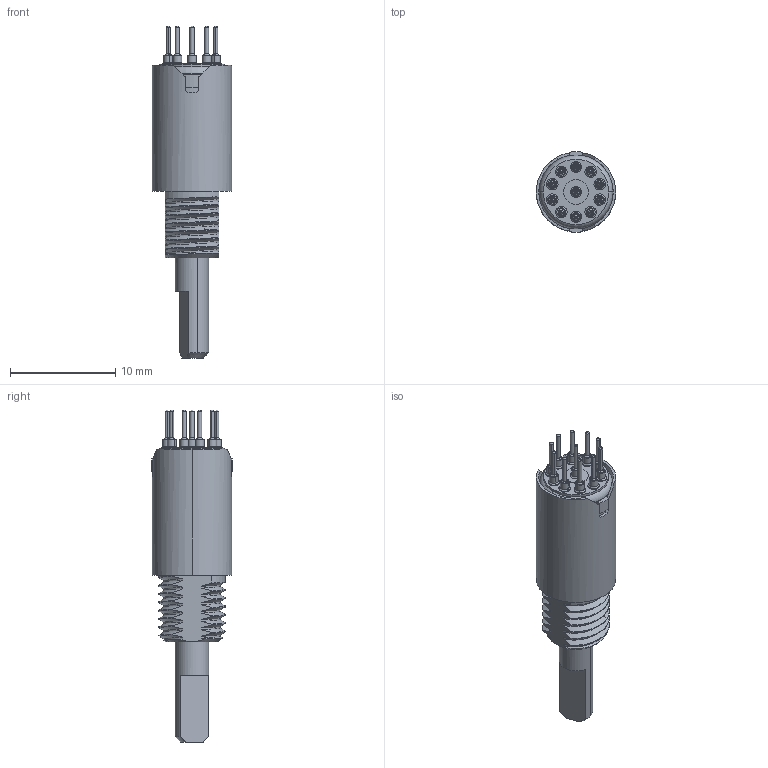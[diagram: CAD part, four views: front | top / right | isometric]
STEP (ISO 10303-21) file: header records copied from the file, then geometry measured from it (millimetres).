
FILE_DESCRIPTION((''),'2;1');
FILE_NAME('75BP36-01-1-XXX_SW0001','2012-05-09T',('Administrator'),(''),'PRO/ENGINEER BY PARAMETRIC TECHNOLOGY CORPORATION, 2006200','PRO/ENGINEER BY PARAMETRIC TECHNOLOGY CORPORATION, 2006200','');
FILE_SCHEMA(('CONFIG_CONTROL_DESIGN'));
Length unit declared in the file: inch
Products named in the file (1): 75BP36-01-1-XXX_SW0001
Bounding box: 7.57 x 7.66 x 31.61 mm (x, y, z)
Volume: 539.6 mm3; surface area: 1607.7 mm2
Topology: 2 solids, 2 shells, 478 faces, 1185 edges, 743 vertices
Faces by surface type: plane 184, cylinder 129, torus 66, bspline 50, cone 49
Entity records: 20165 total; most frequent: CARTESIAN_POINT 6382, DIRECTION 2357, ORIENTED_EDGE 2330, EDGE_CURVE 1165, AXIS2_PLACEMENT_3D 912, VERTEX_POINT 743, EDGE_LOOP 534, VECTOR 533
